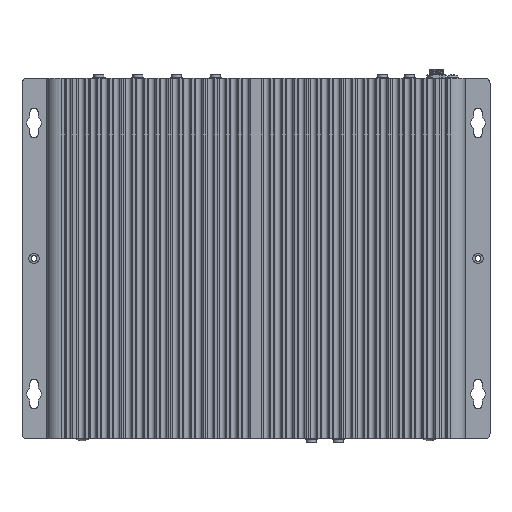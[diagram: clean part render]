
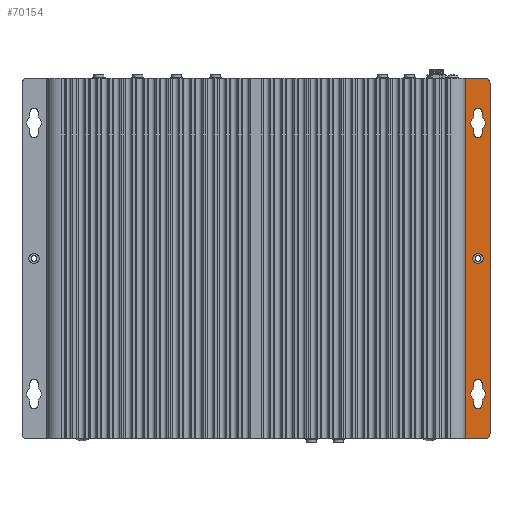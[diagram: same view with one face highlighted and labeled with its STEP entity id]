
A CAD part, front view. The second image highlights one B-rep face of the part: STEP entity #70154.
In plain terms, the highlighted planar face has unit normal (0, -1, 0).
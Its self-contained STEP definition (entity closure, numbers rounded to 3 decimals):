
#10682=DIRECTION('',(0.,0.,1.));
#10683=VECTOR('',#10682,199.8);
#10684=CARTESIAN_POINT('',(220.9,29.35,-197.4));
#10685=LINE('',#10684,#10683);
#10686=DIRECTION('',(1.,0.,0.));
#10687=VECTOR('',#10686,10.65);
#10688=CARTESIAN_POINT('',(220.9,29.35,2.4));
#10689=LINE('',#10688,#10687);
#10690=CARTESIAN_POINT('',(231.55,29.35,-0.6));
#10691=DIRECTION('',(0.,1.,0.));
#10692=DIRECTION('',(0.,0.,1.));
#10693=AXIS2_PLACEMENT_3D('',#10690,#10691,#10692);
#10695=DIRECTION('',(0.,0.,-1.));
#10696=VECTOR('',#10695,193.8);
#10697=CARTESIAN_POINT('',(234.55,29.35,-0.6));
#10698=LINE('',#10697,#10696);
#10699=CARTESIAN_POINT('',(231.55,29.35,-194.4));
#10700=DIRECTION('',(0.,1.,0.));
#10701=DIRECTION('',(1.,0.,0.));
#10702=AXIS2_PLACEMENT_3D('',#10699,#10700,#10701);
#10704=DIRECTION('',(-1.,0.,0.));
#10705=VECTOR('',#10704,10.65);
#10706=CARTESIAN_POINT('',(231.55,29.35,-197.4));
#10707=LINE('',#10706,#10705);
#10708=DIRECTION('',(0.,0.,-1.));
#10709=VECTOR('',#10708,2.693);
#10710=CARTESIAN_POINT('',(225.65,29.35,-16.5));
#10711=LINE('',#10710,#10709);
#10712=CARTESIAN_POINT('',(227.9,29.35,-22.5));
#10713=DIRECTION('',(0.,-1.,0.));
#10714=DIRECTION('',(-0.563,0.,0.827));
#10715=AXIS2_PLACEMENT_3D('',#10712,#10713,#10714);
#10717=DIRECTION('',(0.,0.,-1.));
#10718=VECTOR('',#10717,2.693);
#10719=CARTESIAN_POINT('',(225.65,29.35,-25.807));
#10720=LINE('',#10719,#10718);
#10721=CARTESIAN_POINT('',(227.9,29.35,-28.5));
#10722=DIRECTION('',(0.,-1.,0.));
#10723=DIRECTION('',(-1.,0.,0.));
#10724=AXIS2_PLACEMENT_3D('',#10721,#10722,#10723);
#10726=CARTESIAN_POINT('',(227.9,29.35,-28.5));
#10727=DIRECTION('',(0.,-1.,0.));
#10728=DIRECTION('',(-0.996,0.,-0.087));
#10729=AXIS2_PLACEMENT_3D('',#10726,#10727,#10728);
#10731=DIRECTION('',(0.,0.,1.));
#10732=VECTOR('',#10731,2.693);
#10733=CARTESIAN_POINT('',(230.15,29.35,-28.5));
#10734=LINE('',#10733,#10732);
#10735=CARTESIAN_POINT('',(227.9,29.35,-22.5));
#10736=DIRECTION('',(0.,-1.,0.));
#10737=DIRECTION('',(0.563,0.,-0.827));
#10738=AXIS2_PLACEMENT_3D('',#10735,#10736,#10737);
#10740=DIRECTION('',(0.,0.,1.));
#10741=VECTOR('',#10740,2.693);
#10742=CARTESIAN_POINT('',(230.15,29.35,-19.193));
#10743=LINE('',#10742,#10741);
#10744=CARTESIAN_POINT('',(227.9,29.35,-16.5));
#10745=DIRECTION('',(0.,-1.,0.));
#10746=DIRECTION('',(1.,0.,0.));
#10747=AXIS2_PLACEMENT_3D('',#10744,#10745,#10746);
#10749=CARTESIAN_POINT('',(227.9,29.35,-16.5));
#10750=DIRECTION('',(0.,-1.,0.));
#10751=DIRECTION('',(0.996,0.,0.087));
#10752=AXIS2_PLACEMENT_3D('',#10749,#10750,#10751);
#10754=CARTESIAN_POINT('',(227.9,29.35,-178.5));
#10755=DIRECTION('',(0.,-1.,0.));
#10756=DIRECTION('',(-1.,0.,0.));
#10757=AXIS2_PLACEMENT_3D('',#10754,#10755,#10756);
#10759=CARTESIAN_POINT('',(227.9,29.35,-178.5));
#10760=DIRECTION('',(0.,-1.,0.));
#10761=DIRECTION('',(-0.996,0.,-0.087));
#10762=AXIS2_PLACEMENT_3D('',#10759,#10760,#10761);
#10764=DIRECTION('',(0.,0.,1.));
#10765=VECTOR('',#10764,2.693);
#10766=CARTESIAN_POINT('',(230.15,29.35,-178.5));
#10767=LINE('',#10766,#10765);
#10768=CARTESIAN_POINT('',(227.9,29.35,-172.5));
#10769=DIRECTION('',(0.,-1.,0.));
#10770=DIRECTION('',(0.563,0.,-0.827));
#10771=AXIS2_PLACEMENT_3D('',#10768,#10769,#10770);
#10773=DIRECTION('',(0.,0.,1.));
#10774=VECTOR('',#10773,2.693);
#10775=CARTESIAN_POINT('',(230.15,29.35,-169.193));
#10776=LINE('',#10775,#10774);
#10777=CARTESIAN_POINT('',(227.9,29.35,-166.5));
#10778=DIRECTION('',(0.,-1.,0.));
#10779=DIRECTION('',(1.,0.,0.));
#10780=AXIS2_PLACEMENT_3D('',#10777,#10778,#10779);
#10782=CARTESIAN_POINT('',(227.9,29.35,-166.5));
#10783=DIRECTION('',(0.,-1.,0.));
#10784=DIRECTION('',(0.996,0.,0.087));
#10785=AXIS2_PLACEMENT_3D('',#10782,#10783,#10784);
#10787=DIRECTION('',(0.,0.,-1.));
#10788=VECTOR('',#10787,2.693);
#10789=CARTESIAN_POINT('',(225.65,29.35,-166.5));
#10790=LINE('',#10789,#10788);
#10791=CARTESIAN_POINT('',(227.9,29.35,-172.5));
#10792=DIRECTION('',(0.,-1.,0.));
#10793=DIRECTION('',(-0.563,0.,0.827));
#10794=AXIS2_PLACEMENT_3D('',#10791,#10792,#10793);
#10796=DIRECTION('',(0.,0.,-1.));
#10797=VECTOR('',#10796,2.693);
#10798=CARTESIAN_POINT('',(225.65,29.35,-175.807));
#10799=LINE('',#10798,#10797);
#53495=CARTESIAN_POINT('',(227.9,29.35,-97.5));
#53496=DIRECTION('',(0.,1.,0.));
#53497=DIRECTION('',(-1.,0.,0.));
#53498=AXIS2_PLACEMENT_3D('',#53495,#53496,#53497);
#53509=CARTESIAN_POINT('',(227.9,29.35,-97.5));
#53510=DIRECTION('',(0.,1.,0.));
#53511=DIRECTION('',(1.,0.,0.));
#53512=AXIS2_PLACEMENT_3D('',#53509,#53510,#53511);
#63339=CARTESIAN_POINT('',(220.9,29.35,-197.4));
#63341=VERTEX_POINT('',#63339);
#63342=CARTESIAN_POINT('',(220.9,29.35,2.4));
#63343=VERTEX_POINT('',#63342);
#63346=CARTESIAN_POINT('',(231.55,29.35,2.4));
#63347=VERTEX_POINT('',#63346);
#63348=CARTESIAN_POINT('',(234.55,29.35,-0.6));
#63349=VERTEX_POINT('',#63348);
#63350=CARTESIAN_POINT('',(234.55,29.35,-194.4));
#63351=VERTEX_POINT('',#63350);
#63352=CARTESIAN_POINT('',(231.55,29.35,-197.4));
#63353=VERTEX_POINT('',#63352);
#63354=CARTESIAN_POINT('',(225.65,29.35,-16.5));
#63355=CARTESIAN_POINT('',(225.65,29.35,-19.193));
#63356=VERTEX_POINT('',#63354);
#63357=VERTEX_POINT('',#63355);
#63358=CARTESIAN_POINT('',(225.65,29.35,-25.807));
#63359=VERTEX_POINT('',#63358);
#63360=CARTESIAN_POINT('',(225.65,29.35,-28.5));
#63361=VERTEX_POINT('',#63360);
#63362=CARTESIAN_POINT('',(225.659,29.35,-28.696));
#63363=VERTEX_POINT('',#63362);
#63364=CARTESIAN_POINT('',(230.15,29.35,-28.5));
#63365=VERTEX_POINT('',#63364);
#63366=CARTESIAN_POINT('',(230.15,29.35,-25.807));
#63367=VERTEX_POINT('',#63366);
#63368=CARTESIAN_POINT('',(230.15,29.35,-19.193));
#63369=VERTEX_POINT('',#63368);
#63370=CARTESIAN_POINT('',(230.15,29.35,-16.5));
#63371=VERTEX_POINT('',#63370);
#63372=CARTESIAN_POINT('',(230.141,29.35,-16.304));
#63373=VERTEX_POINT('',#63372);
#63374=CARTESIAN_POINT('',(225.65,29.35,-178.5));
#63375=CARTESIAN_POINT('',(225.659,29.35,-178.696));
#63376=VERTEX_POINT('',#63374);
#63377=VERTEX_POINT('',#63375);
#63378=CARTESIAN_POINT('',(230.15,29.35,-178.5));
#63379=VERTEX_POINT('',#63378);
#63380=CARTESIAN_POINT('',(230.15,29.35,-175.807));
#63381=VERTEX_POINT('',#63380);
#63382=CARTESIAN_POINT('',(230.15,29.35,-169.193));
#63383=VERTEX_POINT('',#63382);
#63384=CARTESIAN_POINT('',(230.15,29.35,-166.5));
#63385=VERTEX_POINT('',#63384);
#63386=CARTESIAN_POINT('',(230.141,29.35,-166.304));
#63387=VERTEX_POINT('',#63386);
#63388=CARTESIAN_POINT('',(225.65,29.35,-166.5));
#63389=VERTEX_POINT('',#63388);
#63390=CARTESIAN_POINT('',(225.65,29.35,-169.193));
#63391=VERTEX_POINT('',#63390);
#63392=CARTESIAN_POINT('',(225.65,29.35,-175.807));
#63393=VERTEX_POINT('',#63392);
#63662=CARTESIAN_POINT('',(230.75,29.35,-97.5));
#63664=VERTEX_POINT('',#63662);
#63666=CARTESIAN_POINT('',(225.05,29.35,-97.5));
#63668=VERTEX_POINT('',#63666);
#70089=CARTESIAN_POINT('',(244.54,29.35,-207.39));
#70090=DIRECTION('',(0.,-1.,0.));
#70091=DIRECTION('',(0.,0.,1.));
#70092=AXIS2_PLACEMENT_3D('',#70089,#70090,#70091);
#70093=PLANE('',#70092);
#70095=ORIENTED_EDGE('',*,*,#70094,.T.);
#70097=ORIENTED_EDGE('',*,*,#70096,.T.);
#70098=ORIENTED_EDGE('',*,*,#70034,.T.);
#70099=ORIENTED_EDGE('',*,*,#70057,.T.);
#70100=ORIENTED_EDGE('',*,*,#70076,.T.);
#70101=ORIENTED_EDGE('',*,*,#69894,.T.);
#70102=EDGE_LOOP('',(#70095,#70097,#70098,#70099,#70100,#70101));
#70103=FACE_OUTER_BOUND('',#70102,.F.);
#70105=ORIENTED_EDGE('',*,*,#70104,.T.);
#70107=ORIENTED_EDGE('',*,*,#70106,.T.);
#70109=ORIENTED_EDGE('',*,*,#70108,.T.);
#70111=ORIENTED_EDGE('',*,*,#70110,.T.);
#70113=ORIENTED_EDGE('',*,*,#70112,.T.);
#70115=ORIENTED_EDGE('',*,*,#70114,.T.);
#70117=ORIENTED_EDGE('',*,*,#70116,.T.);
#70119=ORIENTED_EDGE('',*,*,#70118,.T.);
#70121=ORIENTED_EDGE('',*,*,#70120,.T.);
#70123=ORIENTED_EDGE('',*,*,#70122,.T.);
#70124=EDGE_LOOP('',(#70105,#70107,#70109,#70111,#70113,#70115,#70117,#70119,
#70121,#70123));
#70125=FACE_BOUND('',#70124,.F.);
#70127=ORIENTED_EDGE('',*,*,#70126,.T.);
#70129=ORIENTED_EDGE('',*,*,#70128,.T.);
#70131=ORIENTED_EDGE('',*,*,#70130,.T.);
#70133=ORIENTED_EDGE('',*,*,#70132,.T.);
#70135=ORIENTED_EDGE('',*,*,#70134,.T.);
#70137=ORIENTED_EDGE('',*,*,#70136,.T.);
#70139=ORIENTED_EDGE('',*,*,#70138,.T.);
#70141=ORIENTED_EDGE('',*,*,#70140,.T.);
#70143=ORIENTED_EDGE('',*,*,#70142,.T.);
#70145=ORIENTED_EDGE('',*,*,#70144,.T.);
#70146=EDGE_LOOP('',(#70127,#70129,#70131,#70133,#70135,#70137,#70139,#70141,
#70143,#70145));
#70147=FACE_BOUND('',#70146,.F.);
#70149=ORIENTED_EDGE('',*,*,#70148,.F.);
#70151=ORIENTED_EDGE('',*,*,#70150,.F.);
#70152=EDGE_LOOP('',(#70149,#70151));
#70153=FACE_BOUND('',#70152,.F.);
#70154=ADVANCED_FACE('',(#70103,#70125,#70147,#70153),#70093,.T.);
#10694=CIRCLE('',#10693,3.);
#10703=CIRCLE('',#10702,3.);
#10716=CIRCLE('',#10715,4.);
#10725=CIRCLE('',#10724,2.25);
#10730=CIRCLE('',#10729,2.25);
#10739=CIRCLE('',#10738,4.);
#10748=CIRCLE('',#10747,2.25);
#10753=CIRCLE('',#10752,2.25);
#10758=CIRCLE('',#10757,2.25);
#10763=CIRCLE('',#10762,2.25);
#10772=CIRCLE('',#10771,4.);
#10781=CIRCLE('',#10780,2.25);
#10786=CIRCLE('',#10785,2.25);
#10795=CIRCLE('',#10794,4.);
#53499=CIRCLE('',#53498,2.85);
#53513=CIRCLE('',#53512,2.85);
#69894=EDGE_CURVE('',#63353,#63341,#10707,.T.);
#70034=EDGE_CURVE('',#63347,#63349,#10694,.T.);
#70057=EDGE_CURVE('',#63349,#63351,#10698,.T.);
#70076=EDGE_CURVE('',#63351,#63353,#10703,.T.);
#70094=EDGE_CURVE('',#63341,#63343,#10685,.T.);
#70096=EDGE_CURVE('',#63343,#63347,#10689,.T.);
#70104=EDGE_CURVE('',#63356,#63357,#10711,.T.);
#70106=EDGE_CURVE('',#63357,#63359,#10716,.T.);
#70108=EDGE_CURVE('',#63359,#63361,#10720,.T.);
#70110=EDGE_CURVE('',#63361,#63363,#10725,.T.);
#70112=EDGE_CURVE('',#63363,#63365,#10730,.T.);
#70114=EDGE_CURVE('',#63365,#63367,#10734,.T.);
#70116=EDGE_CURVE('',#63367,#63369,#10739,.T.);
#70118=EDGE_CURVE('',#63369,#63371,#10743,.T.);
#70120=EDGE_CURVE('',#63371,#63373,#10748,.T.);
#70122=EDGE_CURVE('',#63373,#63356,#10753,.T.);
#70126=EDGE_CURVE('',#63376,#63377,#10758,.T.);
#70128=EDGE_CURVE('',#63377,#63379,#10763,.T.);
#70130=EDGE_CURVE('',#63379,#63381,#10767,.T.);
#70132=EDGE_CURVE('',#63381,#63383,#10772,.T.);
#70134=EDGE_CURVE('',#63383,#63385,#10776,.T.);
#70136=EDGE_CURVE('',#63385,#63387,#10781,.T.);
#70138=EDGE_CURVE('',#63387,#63389,#10786,.T.);
#70140=EDGE_CURVE('',#63389,#63391,#10790,.T.);
#70142=EDGE_CURVE('',#63391,#63393,#10795,.T.);
#70144=EDGE_CURVE('',#63393,#63376,#10799,.T.);
#70148=EDGE_CURVE('',#63668,#63664,#53499,.T.);
#70150=EDGE_CURVE('',#63664,#63668,#53513,.T.);
